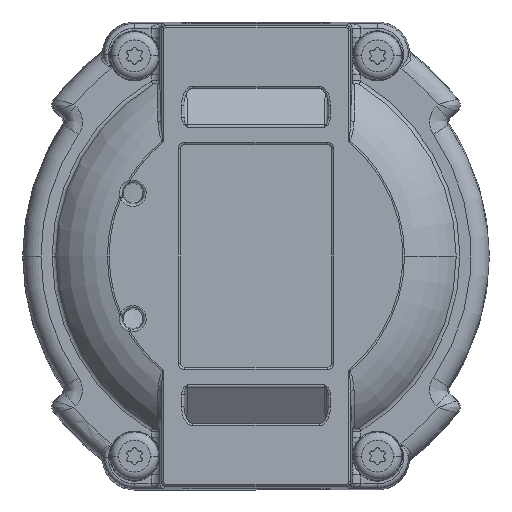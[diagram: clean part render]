
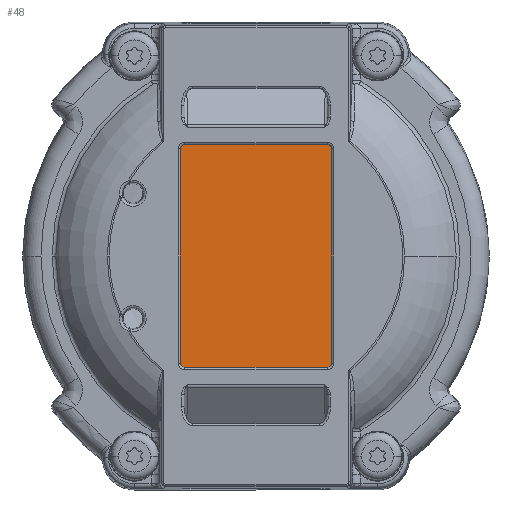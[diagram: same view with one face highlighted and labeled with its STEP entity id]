
A CAD part, front view. The second image highlights one B-rep face of the part: STEP entity #48.
In plain terms, the highlighted planar face has unit normal (0, -1, 0).
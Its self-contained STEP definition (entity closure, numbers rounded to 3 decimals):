
#36 = CARTESIAN_POINT ( 'NONE',  ( -6.718, -11.648, -9.509 ) ) ;
#48 = ADVANCED_FACE ( 'NONE', ( #4387 ), #12624, .F. ) ;
#490 = DIRECTION ( 'NONE',  ( 1., 0., 0. ) ) ;
#493 = ORIENTED_EDGE ( 'NONE', *, *, #14632, .T. ) ;
#522 = CIRCLE ( 'NONE', #1813, 0.384 ) ;
#685 = EDGE_LOOP ( 'NONE', ( #20644, #20180, #15280, #15361, #4372, #493, #9430, #2690 ) ) ;
#725 = DIRECTION ( 'NONE',  ( 0., -1., 0. ) ) ;
#1305 = DIRECTION ( 'NONE',  ( 1., 0., 0. ) ) ;
#1813 = AXIS2_PLACEMENT_3D ( 'NONE', #4782, #9726, #1305 ) ;
#2690 = ORIENTED_EDGE ( 'NONE', *, *, #15087, .T. ) ;
#2994 = VERTEX_POINT ( 'NONE', #3765 ) ;
#3201 = CIRCLE ( 'NONE', #15292, 0.384 ) ;
#3530 = AXIS2_PLACEMENT_3D ( 'NONE', #20629, #725, #8998 ) ;
#3765 = CARTESIAN_POINT ( 'NONE',  ( -6.718, -11.648, 9.509 ) ) ;
#3868 = VERTEX_POINT ( 'NONE', #7148 ) ;
#4372 = ORIENTED_EDGE ( 'NONE', *, *, #7795, .T. ) ;
#4387 = FACE_OUTER_BOUND ( 'NONE', #685, .T. ) ;
#4782 = CARTESIAN_POINT ( 'NONE',  ( 6.334, -11.648, 9.509 ) ) ;
#5888 = DIRECTION ( 'NONE',  ( 1., 0., 0. ) ) ;
#6694 = VERTEX_POINT ( 'NONE', #14832 ) ;
#7148 = CARTESIAN_POINT ( 'NONE',  ( 6.334, -11.648, 9.893 ) ) ;
#7528 = CARTESIAN_POINT ( 'NONE',  ( -6.334, -11.648, -9.509 ) ) ;
#7795 = EDGE_CURVE ( 'NONE', #8226, #3868, #522, .T. ) ;
#7984 = LINE ( 'NONE', #12747, #21516 ) ;
#8059 = EDGE_CURVE ( 'NONE', #20617, #13043, #9509, .T. ) ;
#8226 = VERTEX_POINT ( 'NONE', #19528 ) ;
#8320 = DIRECTION ( 'NONE',  ( 1., 0., 0. ) ) ;
#8836 = EDGE_CURVE ( 'NONE', #6694, #2994, #3201, .T. ) ;
#8998 = DIRECTION ( 'NONE',  ( 1., 0., 0. ) ) ;
#9060 = CARTESIAN_POINT ( 'NONE',  ( -6.334, -11.648, -9.893 ) ) ;
#9430 = ORIENTED_EDGE ( 'NONE', *, *, #8836, .T. ) ;
#9509 = CIRCLE ( 'NONE', #3530, 0.384 ) ;
#9726 = DIRECTION ( 'NONE',  ( 0., -1., 0. ) ) ;
#10048 = EDGE_CURVE ( 'NONE', #20709, #8226, #7984, .T. ) ;
#10095 = CARTESIAN_POINT ( 'NONE',  ( -6.334, -11.648, -9.893 ) ) ;
#11966 = CARTESIAN_POINT ( 'NONE',  ( -6.718, -11.648, -9.509 ) ) ;
#12273 = CARTESIAN_POINT ( 'NONE',  ( -6.334, -11.648, 9.893 ) ) ;
#12624 = PLANE ( 'NONE',  #12780 ) ;
#12700 = AXIS2_PLACEMENT_3D ( 'NONE', #15128, #13356, #8320 ) ;
#12747 = CARTESIAN_POINT ( 'NONE',  ( 6.718, -11.648, -9.509 ) ) ;
#12780 = AXIS2_PLACEMENT_3D ( 'NONE', #7528, #16039, #5888 ) ;
#12788 = VECTOR ( 'NONE', #19176, 1000. ) ;
#12876 = CARTESIAN_POINT ( 'NONE',  ( -6.334, -11.648, 9.509 ) ) ;
#13043 = VERTEX_POINT ( 'NONE', #10095 ) ;
#13356 = DIRECTION ( 'NONE',  ( 0., -1., 0. ) ) ;
#13645 = CARTESIAN_POINT ( 'NONE',  ( 6.334, -11.648, -9.893 ) ) ;
#13728 = EDGE_CURVE ( 'NONE', #20836, #20709, #19987, .T. ) ;
#14575 = DIRECTION ( 'NONE',  ( 0., -1., 0. ) ) ;
#14632 = EDGE_CURVE ( 'NONE', #3868, #6694, #15179, .T. ) ;
#14832 = CARTESIAN_POINT ( 'NONE',  ( -6.334, -11.648, 9.893 ) ) ;
#14939 = VECTOR ( 'NONE', #490, 1000. ) ;
#15087 = EDGE_CURVE ( 'NONE', #2994, #20617, #19984, .T. ) ;
#15128 = CARTESIAN_POINT ( 'NONE',  ( 6.334, -11.648, -9.509 ) ) ;
#15179 = LINE ( 'NONE', #12273, #12788 ) ;
#15280 = ORIENTED_EDGE ( 'NONE', *, *, #13728, .T. ) ;
#15283 = EDGE_CURVE ( 'NONE', #13043, #20836, #17323, .T. ) ;
#15292 = AXIS2_PLACEMENT_3D ( 'NONE', #12876, #14575, #21271 ) ;
#15361 = ORIENTED_EDGE ( 'NONE', *, *, #10048, .T. ) ;
#16039 = DIRECTION ( 'NONE',  ( 0., 1., 0. ) ) ;
#16097 = DIRECTION ( 'NONE',  ( 0., 0., 1. ) ) ;
#16800 = VECTOR ( 'NONE', #17010, 1000. ) ;
#17010 = DIRECTION ( 'NONE',  ( 0., 0., -1. ) ) ;
#17323 = LINE ( 'NONE', #9060, #14939 ) ;
#19176 = DIRECTION ( 'NONE',  ( -1., 0., 0. ) ) ;
#19528 = CARTESIAN_POINT ( 'NONE',  ( 6.718, -11.648, 9.509 ) ) ;
#19548 = CARTESIAN_POINT ( 'NONE',  ( 6.718, -11.648, -9.509 ) ) ;
#19984 = LINE ( 'NONE', #11966, #16800 ) ;
#19987 = CIRCLE ( 'NONE', #12700, 0.384 ) ;
#20180 = ORIENTED_EDGE ( 'NONE', *, *, #15283, .T. ) ;
#20617 = VERTEX_POINT ( 'NONE', #36 ) ;
#20629 = CARTESIAN_POINT ( 'NONE',  ( -6.334, -11.648, -9.509 ) ) ;
#20644 = ORIENTED_EDGE ( 'NONE', *, *, #8059, .T. ) ;
#20709 = VERTEX_POINT ( 'NONE', #19548 ) ;
#20836 = VERTEX_POINT ( 'NONE', #13645 ) ;
#21271 = DIRECTION ( 'NONE',  ( 1., 0., 0. ) ) ;
#21516 = VECTOR ( 'NONE', #16097, 1000. ) ;
